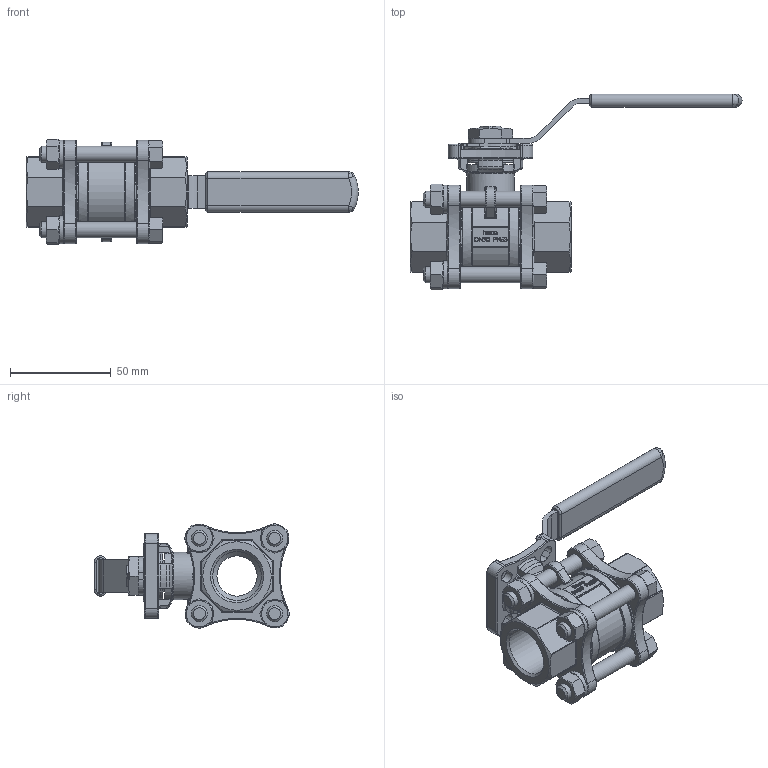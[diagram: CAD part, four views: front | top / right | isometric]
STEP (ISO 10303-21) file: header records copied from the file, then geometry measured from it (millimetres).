
FILE_DESCRIPTION (( 'STEP AP214' ), '1' );
FILE_NAME ('K3DA-034-0IG-4 Kugelhahn heco.STEP', '2014-12-01T12:37:15', ( 'test' ), ( '' ), 'SwSTEP 2.0', 'SolidWorks 2011', '' );
FILE_SCHEMA (( 'AUTOMOTIVE_DESIGN' ));
Length unit declared in the file: millimetre
Products named in the file (1): K3DA-034-0IG-4 Kugelhahn heco
Bounding box: 164.93 x 97.24 x 52.49 mm (x, y, z)
Volume: 123581.3 mm3; surface area: 44639 mm2
Topology: 1 solids, 1 shells, 1159 faces, 2936 edges, 1841 vertices
Faces by surface type: plane 472, bspline 264, cylinder 203, torus 126, cone 92, sphere 2
Full cylindrical faces by diameter (mm): 8 x8, 8.3 x10, 14 x4, 15 x1, 19 x1, 20 x1, 23.5 x1, 24.12 x2, 25 x2, 26 x1, 43 x4
Entity records: 62146 total; most frequent: CARTESIAN_POINT 23599, ORIENTED_EDGE 5712, DIRECTION 4645, EDGE_CURVE 2856, VERTEX_POINT 1819, AXIS2_PLACEMENT_3D 1667, VECTOR 1311, LINE 1311
